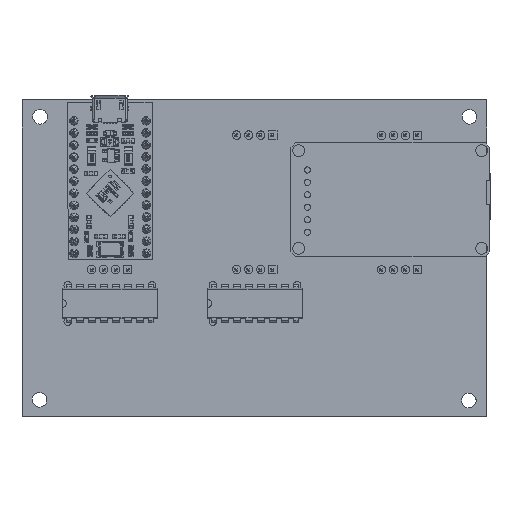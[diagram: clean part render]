
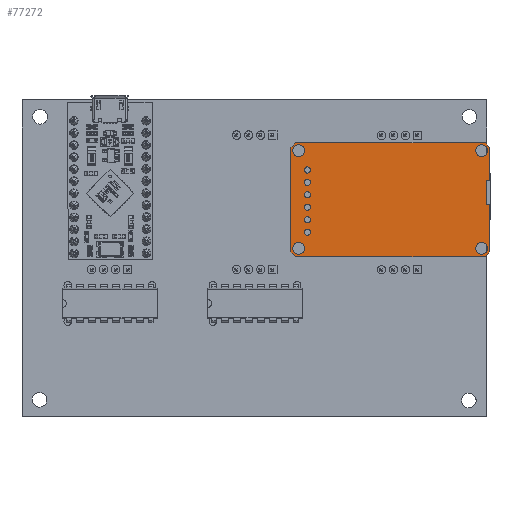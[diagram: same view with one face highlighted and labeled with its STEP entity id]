
A CAD part, top view. The second image highlights one B-rep face of the part: STEP entity #77272.
In plain terms, the highlighted face is planar.
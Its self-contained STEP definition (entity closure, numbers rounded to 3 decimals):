
#2148=FACE_BOUND('',#29920,.T.);
#2149=FACE_BOUND('',#29921,.T.);
#2150=FACE_BOUND('',#29922,.T.);
#2151=FACE_BOUND('',#29923,.T.);
#2152=FACE_BOUND('',#29924,.T.);
#2153=FACE_BOUND('',#29925,.T.);
#2154=FACE_BOUND('',#29926,.T.);
#2155=FACE_BOUND('',#29927,.T.);
#2156=FACE_BOUND('',#29928,.T.);
#2157=FACE_BOUND('',#29929,.T.);
#4763=PLANE('',#82620);
#12293=LINE('',#135250,#20459);
#12297=LINE('',#135256,#20463);
#12467=LINE('',#135641,#20633);
#12468=LINE('',#135643,#20634);
#12469=LINE('',#135645,#20635);
#12470=LINE('',#135647,#20636);
#12471=LINE('',#135649,#20637);
#12472=LINE('',#135651,#20638);
#12473=LINE('',#135653,#20639);
#12474=LINE('',#135655,#20640);
#12475=LINE('',#135657,#20641);
#12476=LINE('',#135658,#20642);
#20459=VECTOR('',#99584,10.);
#20463=VECTOR('',#99590,11.);
#20633=VECTOR('',#99946,0.8);
#20634=VECTOR('',#99947,5.);
#20635=VECTOR('',#99948,0.8);
#20636=VECTOR('',#99949,7.);
#20637=VECTOR('',#99950,1.414);
#20638=VECTOR('',#99951,40.);
#20639=VECTOR('',#99952,1.414);
#20640=VECTOR('',#99953,22.);
#20641=VECTOR('',#99954,1.414);
#20642=VECTOR('',#99955,41.);
#25725=FACE_OUTER_BOUND('',#29919,.T.);
#29919=EDGE_LOOP('',(#69262,#69263,#69264,#69265,#69266,#69267,#69268,#69269,
#69270,#69271,#69272,#69273));
#29920=EDGE_LOOP('',(#69274));
#29921=EDGE_LOOP('',(#69275));
#29922=EDGE_LOOP('',(#69276));
#29923=EDGE_LOOP('',(#69277));
#29924=EDGE_LOOP('',(#69278));
#29925=EDGE_LOOP('',(#69279));
#29926=EDGE_LOOP('',(#69280));
#29927=EDGE_LOOP('',(#69281));
#29928=EDGE_LOOP('',(#69282));
#29929=EDGE_LOOP('',(#69283));
#31659=CIRCLE('',#82410,0.65);
#31661=CIRCLE('',#82414,0.65);
#31663=CIRCLE('',#82418,0.65);
#31665=CIRCLE('',#82422,0.65);
#31667=CIRCLE('',#82426,0.65);
#31669=CIRCLE('',#82430,0.65);
#31735=CIRCLE('',#82621,1.25);
#31736=CIRCLE('',#82622,1.25);
#31737=CIRCLE('',#82623,1.25);
#31738=CIRCLE('',#82624,1.25);
#37986=VERTEX_POINT('',#134653);
#37988=VERTEX_POINT('',#134660);
#37990=VERTEX_POINT('',#134667);
#37992=VERTEX_POINT('',#134674);
#37994=VERTEX_POINT('',#134681);
#37996=VERTEX_POINT('',#134688);
#38222=VERTEX_POINT('',#135248);
#38223=VERTEX_POINT('',#135249);
#38224=VERTEX_POINT('',#135254);
#38346=VERTEX_POINT('',#135640);
#38347=VERTEX_POINT('',#135642);
#38348=VERTEX_POINT('',#135644);
#38349=VERTEX_POINT('',#135646);
#38350=VERTEX_POINT('',#135648);
#38351=VERTEX_POINT('',#135650);
#38352=VERTEX_POINT('',#135652);
#38353=VERTEX_POINT('',#135654);
#38354=VERTEX_POINT('',#135656);
#38355=VERTEX_POINT('',#135659);
#38356=VERTEX_POINT('',#135661);
#38357=VERTEX_POINT('',#135663);
#38358=VERTEX_POINT('',#135665);
#48354=EDGE_CURVE('',#37986,#37986,#31659,.T.);
#48357=EDGE_CURVE('',#37988,#37988,#31661,.T.);
#48360=EDGE_CURVE('',#37990,#37990,#31663,.T.);
#48363=EDGE_CURVE('',#37992,#37992,#31665,.T.);
#48366=EDGE_CURVE('',#37994,#37994,#31667,.T.);
#48369=EDGE_CURVE('',#37996,#37996,#31669,.T.);
#48648=EDGE_CURVE('',#38222,#38223,#12293,.T.);
#48652=EDGE_CURVE('',#38224,#38223,#12297,.T.);
#48846=EDGE_CURVE('',#38224,#38346,#12467,.T.);
#48847=EDGE_CURVE('',#38346,#38347,#12468,.T.);
#48848=EDGE_CURVE('',#38347,#38348,#12469,.T.);
#48849=EDGE_CURVE('',#38348,#38349,#12470,.T.);
#48850=EDGE_CURVE('',#38349,#38350,#12471,.T.);
#48851=EDGE_CURVE('',#38350,#38351,#12472,.T.);
#48852=EDGE_CURVE('',#38351,#38352,#12473,.T.);
#48853=EDGE_CURVE('',#38353,#38352,#12474,.T.);
#48854=EDGE_CURVE('',#38354,#38353,#12475,.T.);
#48855=EDGE_CURVE('',#38222,#38354,#12476,.T.);
#48856=EDGE_CURVE('',#38355,#38355,#31735,.T.);
#48857=EDGE_CURVE('',#38356,#38356,#31736,.T.);
#48858=EDGE_CURVE('',#38357,#38357,#31737,.T.);
#48859=EDGE_CURVE('',#38358,#38358,#31738,.T.);
#69262=ORIENTED_EDGE('',*,*,#48648,.T.);
#69263=ORIENTED_EDGE('',*,*,#48652,.F.);
#69264=ORIENTED_EDGE('',*,*,#48846,.T.);
#69265=ORIENTED_EDGE('',*,*,#48847,.T.);
#69266=ORIENTED_EDGE('',*,*,#48848,.T.);
#69267=ORIENTED_EDGE('',*,*,#48849,.T.);
#69268=ORIENTED_EDGE('',*,*,#48850,.T.);
#69269=ORIENTED_EDGE('',*,*,#48851,.T.);
#69270=ORIENTED_EDGE('',*,*,#48852,.T.);
#69271=ORIENTED_EDGE('',*,*,#48853,.F.);
#69272=ORIENTED_EDGE('',*,*,#48854,.F.);
#69273=ORIENTED_EDGE('',*,*,#48855,.F.);
#69274=ORIENTED_EDGE('',*,*,#48354,.T.);
#69275=ORIENTED_EDGE('',*,*,#48357,.T.);
#69276=ORIENTED_EDGE('',*,*,#48360,.T.);
#69277=ORIENTED_EDGE('',*,*,#48363,.T.);
#69278=ORIENTED_EDGE('',*,*,#48366,.T.);
#69279=ORIENTED_EDGE('',*,*,#48369,.T.);
#69280=ORIENTED_EDGE('',*,*,#48856,.T.);
#69281=ORIENTED_EDGE('',*,*,#48857,.T.);
#69282=ORIENTED_EDGE('',*,*,#48858,.T.);
#69283=ORIENTED_EDGE('',*,*,#48859,.T.);
#77272=ADVANCED_FACE('',(#25725,#2148,#2149,#2150,#2151,#2152,#2153,#2154,
#2155,#2156,#2157),#4763,.T.);
#82410=AXIS2_PLACEMENT_3D('',#134655,#99109,#99110);
#82414=AXIS2_PLACEMENT_3D('',#134662,#99118,#99119);
#82418=AXIS2_PLACEMENT_3D('',#134669,#99127,#99128);
#82422=AXIS2_PLACEMENT_3D('',#134676,#99136,#99137);
#82426=AXIS2_PLACEMENT_3D('',#134683,#99145,#99146);
#82430=AXIS2_PLACEMENT_3D('',#134690,#99154,#99155);
#82620=AXIS2_PLACEMENT_3D('',#135639,#99944,#99945);
#82621=AXIS2_PLACEMENT_3D('',#135660,#99956,#99957);
#82622=AXIS2_PLACEMENT_3D('',#135662,#99958,#99959);
#82623=AXIS2_PLACEMENT_3D('',#135664,#99960,#99961);
#82624=AXIS2_PLACEMENT_3D('',#135666,#99962,#99963);
#99109=DIRECTION('center_axis',(0.,0.,1.));
#99110=DIRECTION('ref_axis',(1.,0.,0.));
#99118=DIRECTION('center_axis',(0.,0.,1.));
#99119=DIRECTION('ref_axis',(1.,0.,0.));
#99127=DIRECTION('center_axis',(0.,0.,1.));
#99128=DIRECTION('ref_axis',(1.,0.,0.));
#99136=DIRECTION('center_axis',(0.,0.,1.));
#99137=DIRECTION('ref_axis',(1.,0.,0.));
#99145=DIRECTION('center_axis',(0.,0.,1.));
#99146=DIRECTION('ref_axis',(1.,0.,0.));
#99154=DIRECTION('center_axis',(0.,0.,1.));
#99155=DIRECTION('ref_axis',(1.,0.,0.));
#99584=DIRECTION('',(-0.707,0.707,0.));
#99590=DIRECTION('',(0.,-1.,0.));
#99944=DIRECTION('center_axis',(0.,0.,-1.));
#99945=DIRECTION('ref_axis',(-1.,0.,0.));
#99946=DIRECTION('',(1.,0.,0.));
#99947=DIRECTION('',(0.,1.,0.));
#99948=DIRECTION('',(-1.,0.,0.));
#99949=DIRECTION('',(0.,1.,0.));
#99950=DIRECTION('',(0.707,0.707,0.));
#99951=DIRECTION('',(1.,0.,0.));
#99952=DIRECTION('',(0.707,-0.707,0.));
#99953=DIRECTION('',(0.,1.,0.));
#99954=DIRECTION('',(0.707,0.707,0.));
#99955=DIRECTION('',(1.,0.,0.));
#99956=DIRECTION('center_axis',(0.,0.,1.));
#99957=DIRECTION('ref_axis',(1.,0.,0.));
#99958=DIRECTION('center_axis',(0.,0.,1.));
#99959=DIRECTION('ref_axis',(1.,0.,0.));
#99960=DIRECTION('center_axis',(0.,0.,1.));
#99961=DIRECTION('ref_axis',(1.,0.,0.));
#99962=DIRECTION('center_axis',(0.,0.,1.));
#99963=DIRECTION('ref_axis',(1.,0.,0.));
#134653=CARTESIAN_POINT('',(20.226,-3.22,0.));
#134655=CARTESIAN_POINT('Origin',(20.876,-3.22,0.));
#134660=CARTESIAN_POINT('',(20.226,2.02,0.));
#134662=CARTESIAN_POINT('Origin',(20.876,2.02,0.));
#134667=CARTESIAN_POINT('',(20.226,7.26,0.));
#134669=CARTESIAN_POINT('Origin',(20.876,7.26,0.));
#134674=CARTESIAN_POINT('',(20.226,4.64,0.));
#134676=CARTESIAN_POINT('Origin',(20.876,4.64,0.));
#134681=CARTESIAN_POINT('',(20.226,-0.6,0.));
#134683=CARTESIAN_POINT('Origin',(20.876,-0.6,0.));
#134688=CARTESIAN_POINT('',(20.226,-5.84,0.));
#134690=CARTESIAN_POINT('Origin',(20.876,-5.84,0.));
#135248=CARTESIAN_POINT('',(-16.624,-11.,0.));
#135249=CARTESIAN_POINT('',(-17.624,-10.,0.));
#135250=CARTESIAN_POINT('',(-15.718,-11.906,0.));
#135254=CARTESIAN_POINT('',(-17.624,0.,0.));
#135256=CARTESIAN_POINT('',(-17.624,0.,0.));
#135639=CARTESIAN_POINT('Origin',(0.,0.,0.));
#135640=CARTESIAN_POINT('',(-16.824,0.,0.));
#135641=CARTESIAN_POINT('',(-17.624,0.,0.));
#135642=CARTESIAN_POINT('',(-16.824,5.,0.));
#135643=CARTESIAN_POINT('',(-16.824,0.,0.));
#135644=CARTESIAN_POINT('',(-17.624,5.,0.));
#135645=CARTESIAN_POINT('',(-16.824,5.,0.));
#135646=CARTESIAN_POINT('',(-17.624,12.,0.));
#135647=CARTESIAN_POINT('',(-17.624,5.,0.));
#135648=CARTESIAN_POINT('',(-16.624,13.,0.));
#135649=CARTESIAN_POINT('',(-17.624,12.,0.));
#135650=CARTESIAN_POINT('',(23.376,13.,0.));
#135651=CARTESIAN_POINT('',(-16.624,13.,0.));
#135652=CARTESIAN_POINT('',(24.376,12.,0.));
#135653=CARTESIAN_POINT('',(23.376,13.,0.));
#135654=CARTESIAN_POINT('',(24.376,-10.,0.));
#135655=CARTESIAN_POINT('',(24.376,-10.,0.));
#135656=CARTESIAN_POINT('',(23.376,-11.,0.));
#135657=CARTESIAN_POINT('',(23.376,-11.,0.));
#135658=CARTESIAN_POINT('',(-17.624,-11.,0.));
#135659=CARTESIAN_POINT('',(21.461,11.313,0.));
#135660=CARTESIAN_POINT('Origin',(22.711,11.313,0.));
#135661=CARTESIAN_POINT('',(-17.124,-9.269,0.));
#135662=CARTESIAN_POINT('Origin',(-15.874,-9.269,0.));
#135663=CARTESIAN_POINT('',(-17.124,11.313,0.));
#135664=CARTESIAN_POINT('Origin',(-15.874,11.313,0.));
#135665=CARTESIAN_POINT('',(21.461,-9.269,0.));
#135666=CARTESIAN_POINT('Origin',(22.711,-9.269,0.));
